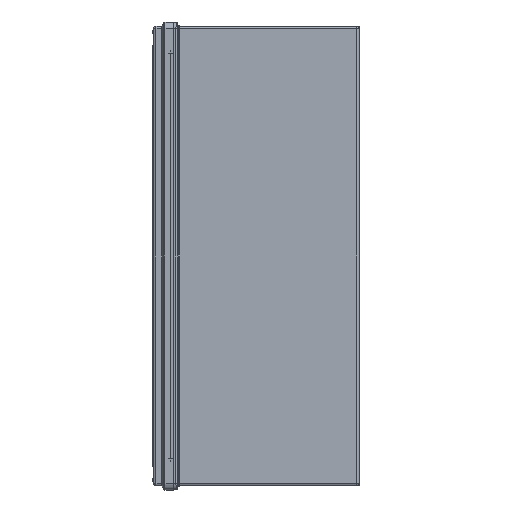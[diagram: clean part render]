
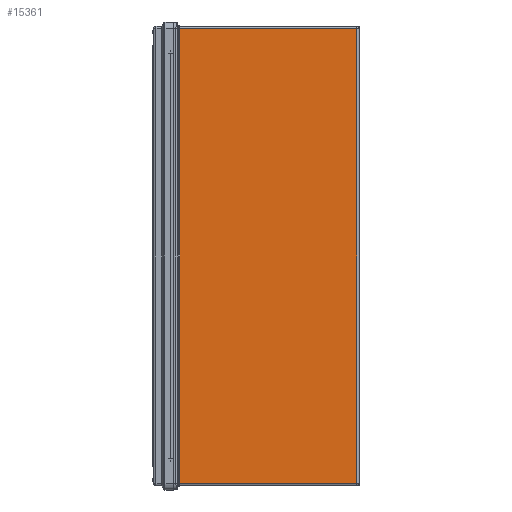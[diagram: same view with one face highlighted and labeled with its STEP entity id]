
A CAD part, left-side view. The second image highlights one B-rep face of the part: STEP entity #15361.
In plain terms, the highlighted planar face has unit normal (-1, 0, 0).
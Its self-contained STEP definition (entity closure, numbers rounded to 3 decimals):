
#3052 = DIRECTION ( 'NONE',  ( 0., 0., 1. ) ) ;
#3951 = ORIENTED_EDGE ( 'NONE', *, *, #66154, .T. ) ;
#4729 = LINE ( 'NONE', #34385, #91243 ) ;
#7231 = ORIENTED_EDGE ( 'NONE', *, *, #37883, .T. ) ;
#8070 = VERTEX_POINT ( 'NONE', #84898 ) ;
#8976 = ORIENTED_EDGE ( 'NONE', *, *, #17101, .T. ) ;
#13420 = LINE ( 'NONE', #20939, #99893 ) ;
#15361 = ADVANCED_FACE ( 'NONE', ( #84039 ), #89366, .T. ) ;
#17101 = EDGE_CURVE ( 'NONE', #88196, #34415, #77253, .T. ) ;
#20939 = CARTESIAN_POINT ( 'NONE',  ( -337.75, -4.504, -167.25 ) ) ;
#29868 = ORIENTED_EDGE ( 'NONE', *, *, #30119, .T. ) ;
#30119 = EDGE_CURVE ( 'NONE', #68858, #8070, #13420, .T. ) ;
#34385 = CARTESIAN_POINT ( 'NONE',  ( -337.75, -134.8, 165.45 ) ) ;
#34415 = VERTEX_POINT ( 'NONE', #78129 ) ;
#37883 = EDGE_CURVE ( 'NONE', #8070, #88196, #59435, .T. ) ;
#39245 = CARTESIAN_POINT ( 'NONE',  ( -337.75, -134.8, -167.25 ) ) ;
#42817 = DIRECTION ( 'NONE',  ( 0., 1., 0. ) ) ;
#43671 = DIRECTION ( 'NONE',  ( 0., -1., 0. ) ) ;
#45262 = CARTESIAN_POINT ( 'NONE',  ( -337.75, -4.504, 165.45 ) ) ;
#45844 = EDGE_LOOP ( 'NONE', ( #7231, #8976, #3951, #29868 ) ) ;
#47627 = DIRECTION ( 'NONE',  ( -1., 0., 0. ) ) ;
#56760 = AXIS2_PLACEMENT_3D ( 'NONE', #39245, #47627, #106236 ) ;
#59435 = LINE ( 'NONE', #93461, #101345 ) ;
#61315 = CARTESIAN_POINT ( 'NONE',  ( -337.75, -133.3, 165.45 ) ) ;
#66154 = EDGE_CURVE ( 'NONE', #34415, #68858, #4729, .T. ) ;
#68858 = VERTEX_POINT ( 'NONE', #45262 ) ;
#74646 = VECTOR ( 'NONE', #3052, 1000. ) ;
#77253 = LINE ( 'NONE', #61315, #74646 ) ;
#78129 = CARTESIAN_POINT ( 'NONE',  ( -337.75, -133.3, 165.45 ) ) ;
#84039 = FACE_OUTER_BOUND ( 'NONE', #45844, .T. ) ;
#84898 = CARTESIAN_POINT ( 'NONE',  ( -337.75, -4.504, -165.45 ) ) ;
#88196 = VERTEX_POINT ( 'NONE', #93393 ) ;
#89366 = PLANE ( 'NONE',  #56760 ) ;
#91243 = VECTOR ( 'NONE', #42817, 1000. ) ;
#93393 = CARTESIAN_POINT ( 'NONE',  ( -337.75, -133.3, -165.45 ) ) ;
#93461 = CARTESIAN_POINT ( 'NONE',  ( -337.75, -134.8, -165.45 ) ) ;
#96388 = DIRECTION ( 'NONE',  ( 0., 0., -1. ) ) ;
#99893 = VECTOR ( 'NONE', #96388, 1000. ) ;
#101345 = VECTOR ( 'NONE', #43671, 1000. ) ;
#106236 = DIRECTION ( 'NONE',  ( 0., 0., 1. ) ) ;
